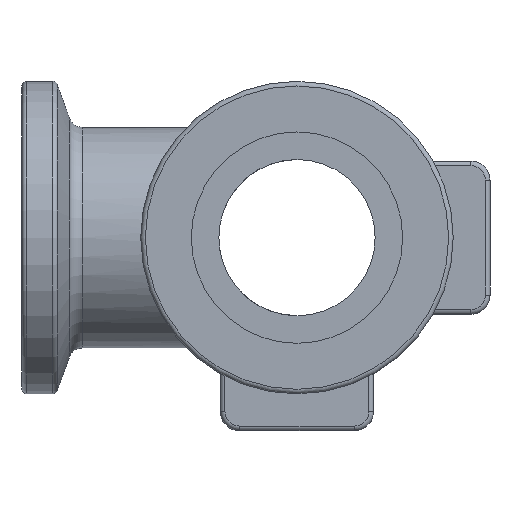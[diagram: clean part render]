
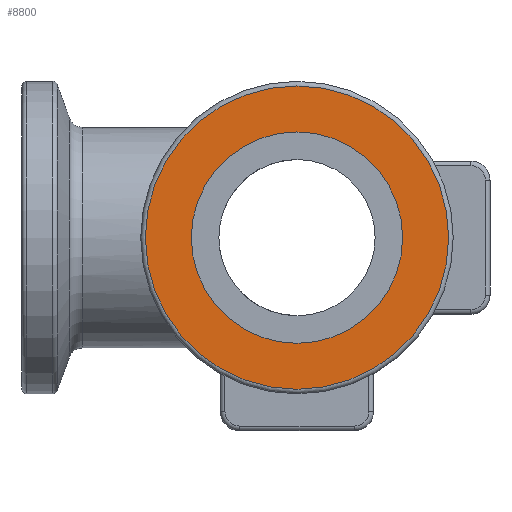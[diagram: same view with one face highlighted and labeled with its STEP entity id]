
A CAD part, left-side view. The second image highlights one B-rep face of the part: STEP entity #8800.
In plain terms, the highlighted planar face has unit normal (-1, 0, 0).
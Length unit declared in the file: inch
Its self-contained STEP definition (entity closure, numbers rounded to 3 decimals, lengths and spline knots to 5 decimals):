
#8738=CARTESIAN_POINT('',(-1.795,0.99,0.0));
#8739=VERTEX_POINT('',#8738);
#8740=CARTESIAN_POINT('',(-1.795,0.0,0.0));
#8741=DIRECTION('',(1.0,0.0,0.0));
#8742=DIRECTION('',(0.0,-1.0,0.0));
#8743=AXIS2_PLACEMENT_3D('',#8740,#8741,#8742);
#8744=CIRCLE('',#8743,0.99);
#8745=EDGE_CURVE('',#8739,#8739,#8744,.T.);
#8781=CARTESIAN_POINT('',(-1.795,0.855,0.0));
#8782=DIRECTION('',(-1.0,0.0,0.0));
#8783=DIRECTION('',(0.0,0.0,1.0));
#8784=AXIS2_PLACEMENT_3D('',#8781,#8782,#8783);
#8785=PLANE('',#8784);
#8786=ORIENTED_EDGE('',*,*,#8745,.F.);
#8787=EDGE_LOOP('',(#8786));
#8788=FACE_OUTER_BOUND('',#8787,.T.);
#8789=CARTESIAN_POINT('',(-1.795,0.69,0.0));
#8790=VERTEX_POINT('',#8789);
#8791=CARTESIAN_POINT('',(-1.795,0.0,0.0));
#8792=DIRECTION('',(1.0,0.0,0.0));
#8793=DIRECTION('',(0.0,1.0,0.0));
#8794=AXIS2_PLACEMENT_3D('',#8791,#8792,#8793);
#8795=CIRCLE('',#8794,0.69);
#8796=EDGE_CURVE('',#8790,#8790,#8795,.T.);
#8797=ORIENTED_EDGE('',*,*,#8796,.T.);
#8798=EDGE_LOOP('',(#8797));
#8799=FACE_BOUND('',#8798,.T.);
#8800=ADVANCED_FACE('',(#8788,#8799),#8785,.T.);
